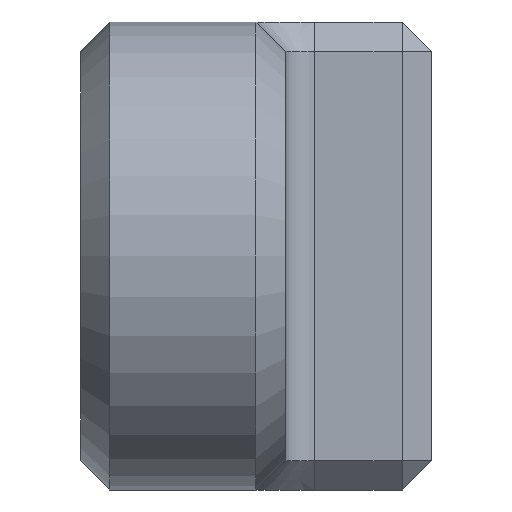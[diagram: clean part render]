
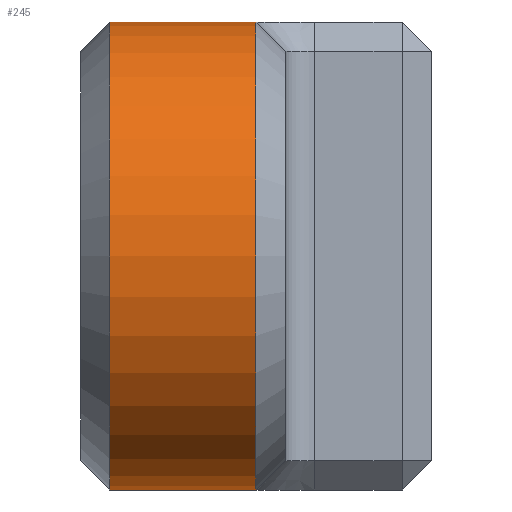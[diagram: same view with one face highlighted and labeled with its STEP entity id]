
A CAD part, left-side view. The second image highlights one B-rep face of the part: STEP entity #245.
In plain terms, the highlighted cylindrical face has radius 8 mm (diameter 16 mm), a partial arc.
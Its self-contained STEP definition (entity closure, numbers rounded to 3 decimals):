
#16 = VERTEX_POINT ( 'NONE', #1035 ) ;
#68 = EDGE_LOOP ( 'NONE', ( #305, #302, #362, #312 ) ) ;
#103 = VERTEX_POINT ( 'NONE', #1051 ) ;
#245 = ADVANCED_FACE ( 'NONE', ( #1407 ), #1483, .T. ) ;
#292 = VERTEX_POINT ( 'NONE', #1241 ) ;
#302 = ORIENTED_EDGE ( 'NONE', *, *, #846, .T. ) ;
#305 = ORIENTED_EDGE ( 'NONE', *, *, #809, .F. ) ;
#312 = ORIENTED_EDGE ( 'NONE', *, *, #810, .T. ) ;
#362 = ORIENTED_EDGE ( 'NONE', *, *, #900, .T. ) ;
#425 = CIRCLE ( 'NONE', #998, 8. ) ;
#489 = CARTESIAN_POINT ( 'NONE',  ( 137.272, -0.687, -46.729 ) ) ;
#507 = DIRECTION ( 'NONE',  ( 0., -1., 0. ) ) ;
#536 = DIRECTION ( 'NONE',  ( 0., -1., 0. ) ) ;
#638 = DIRECTION ( 'NONE',  ( 0., 0., 1. ) ) ;
#639 = CARTESIAN_POINT ( 'NONE',  ( 137.272, -1.687, -38.729 ) ) ;
#778 = CARTESIAN_POINT ( 'NONE',  ( 137.272, -6.687, -30.729 ) ) ;
#809 = EDGE_CURVE ( 'NONE', #292, #1624, #1458, .T. ) ;
#810 = EDGE_CURVE ( 'NONE', #103, #1624, #1467, .T. ) ;
#846 = EDGE_CURVE ( 'NONE', #292, #16, #425, .T. ) ;
#900 = EDGE_CURVE ( 'NONE', #16, #103, #1345, .T. ) ;
#961 = AXIS2_PLACEMENT_3D ( 'NONE', #1195, #1193, #1191 ) ;
#981 = AXIS2_PLACEMENT_3D ( 'NONE', #1306, #1307, #1308 ) ;
#998 = AXIS2_PLACEMENT_3D ( 'NONE', #639, #536, #638 ) ;
#1035 = CARTESIAN_POINT ( 'NONE',  ( 137.272, -1.687, -46.729 ) ) ;
#1051 = CARTESIAN_POINT ( 'NONE',  ( 137.272, -6.687, -46.729 ) ) ;
#1191 = DIRECTION ( 'NONE',  ( 0., 0., -1. ) ) ;
#1193 = DIRECTION ( 'NONE',  ( 0., -1., 0. ) ) ;
#1195 = CARTESIAN_POINT ( 'NONE',  ( 137.272, -0.687, -38.729 ) ) ;
#1241 = CARTESIAN_POINT ( 'NONE',  ( 137.272, -1.687, -30.729 ) ) ;
#1297 = CARTESIAN_POINT ( 'NONE',  ( 137.272, -0.687, -30.729 ) ) ;
#1302 = DIRECTION ( 'NONE',  ( 0., -1., 0. ) ) ;
#1306 = CARTESIAN_POINT ( 'NONE',  ( 137.272, -6.687, -38.729 ) ) ;
#1307 = DIRECTION ( 'NONE',  ( 0., 1., 0. ) ) ;
#1308 = DIRECTION ( 'NONE',  ( 0., 0., 1. ) ) ;
#1340 = VECTOR ( 'NONE', #507, 1000. ) ;
#1345 = LINE ( 'NONE', #489, #1340 ) ;
#1407 = FACE_OUTER_BOUND ( 'NONE', #68, .T. ) ;
#1458 = LINE ( 'NONE', #1297, #1459 ) ;
#1459 = VECTOR ( 'NONE', #1302, 1000. ) ;
#1467 = CIRCLE ( 'NONE', #981, 8. ) ;
#1483 = CYLINDRICAL_SURFACE ( 'NONE', #961, 8. ) ;
#1624 = VERTEX_POINT ( 'NONE', #778 ) ;
